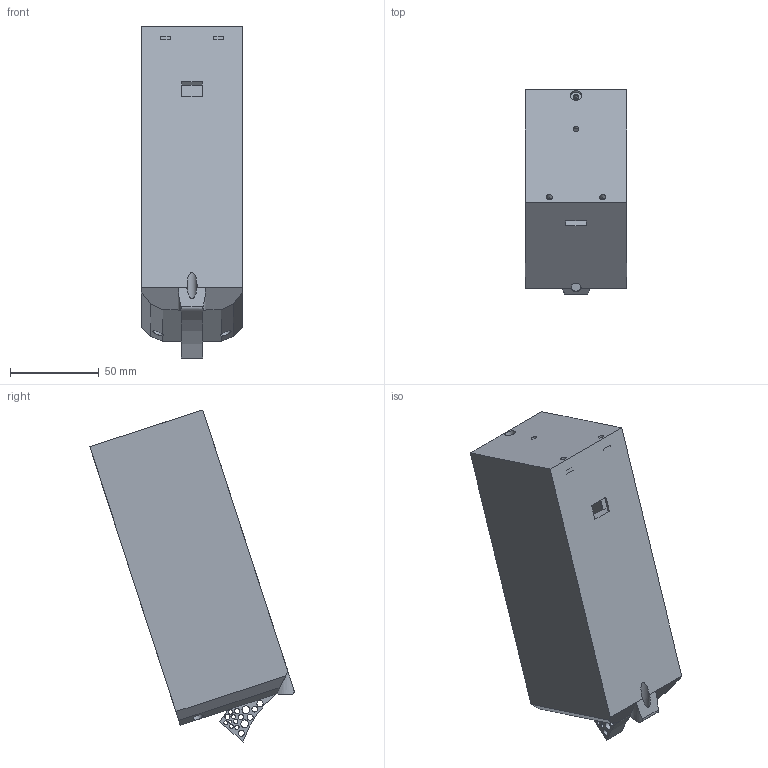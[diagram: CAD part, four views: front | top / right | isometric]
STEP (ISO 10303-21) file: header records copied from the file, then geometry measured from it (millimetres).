
FILE_DESCRIPTION(/* description */ (''),/* implementation_level */ '2;1');
FILE_NAME(/* name */ 'Battery Box.step',/* time_stamp */ '2021-02-23T19:30:57-06:00',/* author */ (''),/* organization */ (''),/* preprocessor_version */ 'ST-DEVELOPER v18.1',/* originating_system */ 'Autodesk Translation Framework v9.7.1.1290',/* authorisation */ '');
FILE_SCHEMA (('AUTOMOTIVE_DESIGN { 1 0 10303 214 3 1 1 }'));
Length unit declared in the file: millimetre
Products named in the file (2): Battery Box; Battery Box Lid
Assembly tree (1 placements, depth 2):
  Battery Box
    Battery Box Lid
Bounding box: 57 x 115.14 x 187.15 mm (x, y, z)
Volume: 243670.1 mm3; surface area: 93347.6 mm2
Topology: 2 solids, 2 shells, 125 faces, 341 edges, 226 vertices
Faces by surface type: plane 90, cylinder 35
Full cylindrical faces by diameter (mm): 1.654 x1, 2.173 x2, 2.279 x1, 2.389 x1, 2.422 x1, 2.528 x1, 2.7 x1, 2.871 x1, 3.022 x1, 3.074 x1, 3.185 x1, 3.2 x8, 3.382 x1, 3.425 x1, 3.565 x1, 4.273 x1, 4.434 x1, 5.7 x1, 6 x3, 11 x1
Entity records: 4133 total; most frequent: CARTESIAN_POINT 725, ORIENTED_EDGE 682, DIRECTION 677, EDGE_CURVE 341, LINE 253, VECTOR 253, VERTEX_POINT 226, AXIS2_PLACEMENT_3D 212
